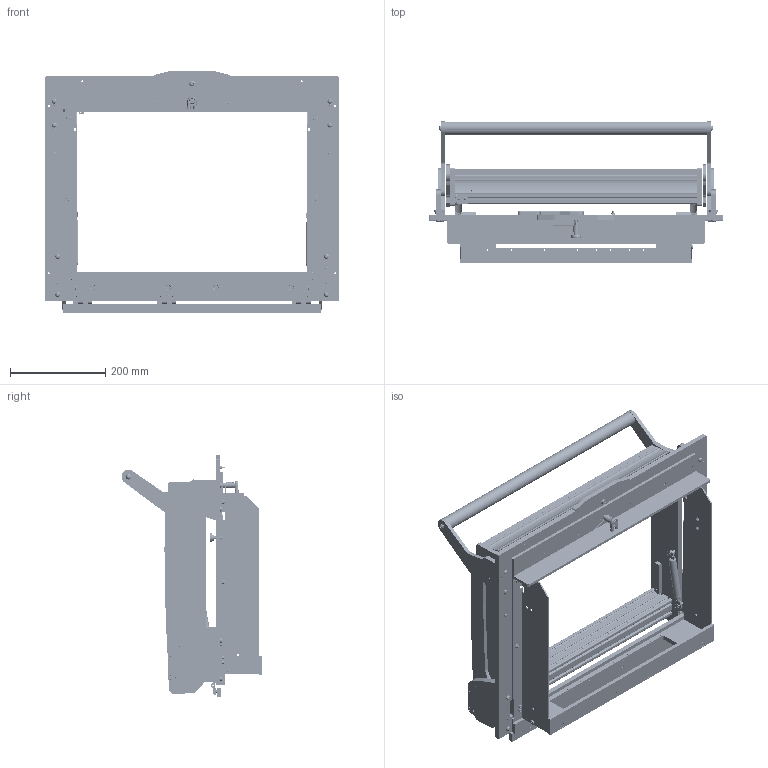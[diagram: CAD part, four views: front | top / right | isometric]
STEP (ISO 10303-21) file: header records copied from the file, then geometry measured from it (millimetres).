
FILE_DESCRIPTION (( 'STEP AP214' ), '1' );
FILE_NAME ('37790~7_Linearhub-startet.STEP', '2018-01-31T14:31:05', ( '' ), ( '' ), 'SwSTEP 2.0', 'SolidWorks 2016', '' );
FILE_SCHEMA (( 'AUTOMOTIVE_DESIGN' ));
Length unit declared in the file: millimetre
Products named in the file (72): 39893~3_KUNDE<S>; 35097~0; 53734~0_KUNDE<S>; 31444~12_KUNDE<S>; 3521~0_Spring Pin ISO 8752 - 3 x 16 - St; ISO7380~n_M06,0x020; 30915~0; DIN7991~n_M05,0x020; 48727~1_S; DIN125~n_05,3 M05,0 Fase; 2528~0; DIN6325~n_04,0m6x012; 32587~4_S; 49317~0; 31666~1_S; 32578~1_S; 37967~0_felx <Standard>; 31446~13_KUNDE<S>; 4824~0; 37971~7_S; ISO7380~n_M03,0x005; DIN912~n_M06,0x016; 35649~1_S; DIN912~n_M04,0x020; 40513~4_KUNDE<S>; 48728~1_S; 31442~5_mit Zentrierstifen <S>; ISO7380~n_M05,0x010; DIN125~n_06,4 M06,0 Fase; DIN6325~n_02,0m6x016; 31443~1; 31788~0; DIN6325~n_04,0m6x024; 39894~2_KUNDE<S>; 32724~1; 57801~1_S; 35151~0_S; 37792~1_S; 34328~1_S; K_02038~0 ...
Assembly tree (177 placements, depth 3):
  37790~7_Linearhub-startet
    38001~8
    53734~0_KUNDE<S>  x2
    31444~12_KUNDE<S>
    31446~13_KUNDE<S>
    55712~0_KUNDE<S>  x2
    40512~6_KUNDE<S>
    40513~4_KUNDE<S>
    39894~2_KUNDE<S>
    39893~3_KUNDE<S>
    34328~1_S  x2
    31443~1
    31442~5_mit Zentrierstifen <S>
    37792~1_S
    32339~4_S
    32587~4_S
    37972~5_S
    37971~7_S
    37968~1_S
    37973~3_S
    31666~1_S
    35649~1_S
    35651~0_S
    2281~0_180ø<Standard>  x3
      2281~0
    32341~6_S
    38827~0_S
    31253~0_S
    48728~1_S
      48726~2_S
      DIN6325~n_04,0m6x012
      48565~1_S
      DIN125~n_06,4 M06,0 Fase
      DIN125~n_04,3 M04,0  x2
      DIN912~n_M04,0x020  x2
      49317~0
    48727~1_S
      48726~2_S
      DIN6325~n_04,0m6x012
      48565~1_S
      DIN912~n_M04,0x020  x2
      DIN125~n_06,4 M06,0 Fase
      DIN125~n_04,3 M04,0  x2
      49317~0
    4824~0  x2
    32578~1_S  x2
    35097~0
    35151~0_S
    37967~0_felx <Standard>
      K_02037~0
      K_02038~0
    31788~0
      K_02037~0_Standard ohne Dyn Punkt<Standard>
      K_02038~0
    57801~1_S  x2
    32724~1
    53031~0_S
    31109~0
    30955~0_S
    30915~0
Bounding box: 616 x 295.28 x 508 mm (x, y, z)
Volume: 4675283.7 mm3; surface area: 1974467.6 mm2
Topology: 177 solids, 177 shells, 3997 faces, 9931 edges, 6333 vertices
Faces by surface type: cylinder 1692, plane 1506, cone 590, sphere 108, torus 73, bspline 28
Entity records: 79186 total; most frequent: CARTESIAN_POINT 13641, DIRECTION 13387, ORIENTED_EDGE 11816, EDGE_CURVE 5908, AXIS2_PLACEMENT_3D 5102, VERTEX_POINT 3813, VECTOR 3183, LINE 3183
